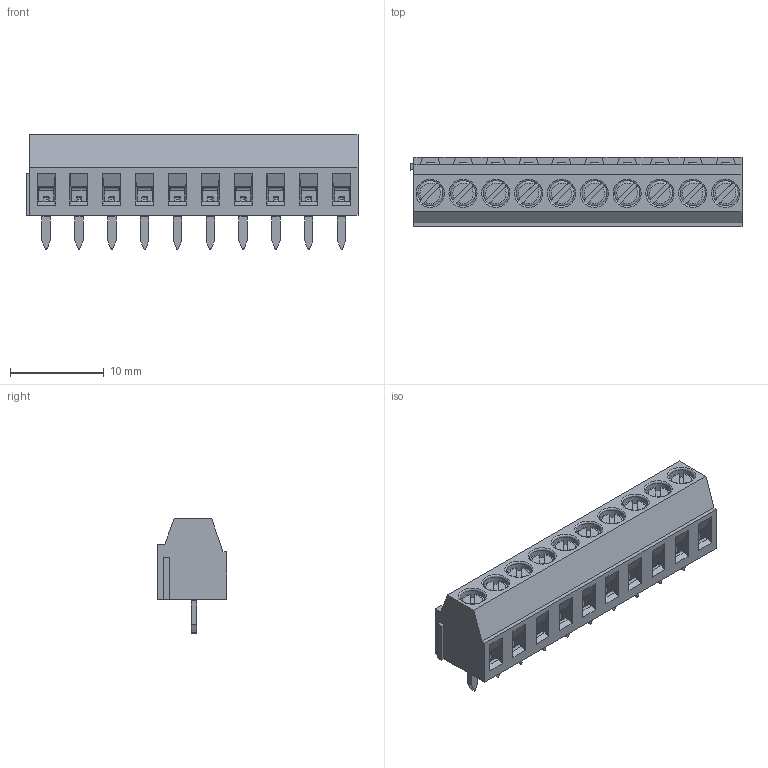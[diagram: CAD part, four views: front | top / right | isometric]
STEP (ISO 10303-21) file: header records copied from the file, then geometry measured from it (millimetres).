
FILE_DESCRIPTION(('STEP AP214'), '1');
FILE_NAME('DG381', '2019-09-29T20:15:52', ('AF'), (''), 'UNSPECIFIED', 'UNSPECIFIED', '');
FILE_SCHEMA(('AUTOMOTIVE_DESIGN { 1 0 10303 214 3 1 1}'));
Length unit declared in the file: millimetre
Assembly tree (30 placements, depth 2):
  (unnamed)
    (unnamed)  x10
    (unnamed)  x10
    (unnamed)  x10
Bounding box: 35.4 x 7.4 x 12.2 mm (x, y, z)
Volume: 1364.6 mm3; surface area: 4260.9 mm2
Topology: 31 solids, 31 shells, 1138 faces, 2808 edges, 1732 vertices
Faces by surface type: plane 928, cylinder 130, cone 50, torus 30
Full cylindrical faces by diameter (mm): 1.4 x10, 1.5 x10, 2 x10, 2.2 x10, 2.8 x10, 3 x10
Entity records: 17335 total; most frequent: CARTESIAN_POINT 2331, ORIENTED_EDGE 2210, DIRECTION 2121, EDGE_CURVE 1105, LINE 1017, VECTOR 1017, VERTEX_POINT 714, AXIS2_PLACEMENT_3D 552
